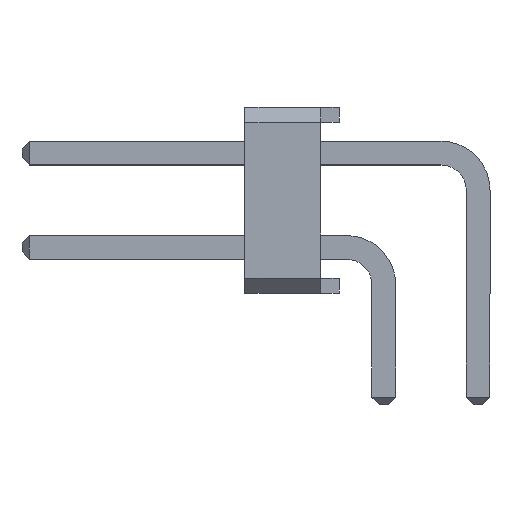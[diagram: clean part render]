
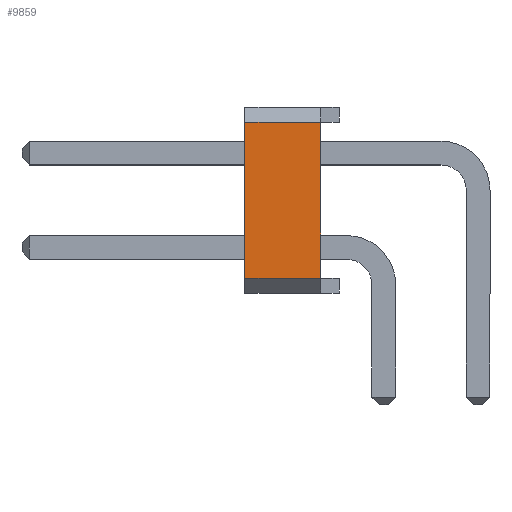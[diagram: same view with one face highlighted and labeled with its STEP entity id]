
A CAD part, left-side view. The second image highlights one B-rep face of the part: STEP entity #9859.
In plain terms, the highlighted planar face has unit normal (-1, 0, 0).
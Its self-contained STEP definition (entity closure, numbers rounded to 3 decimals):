
#2 = EDGE_CURVE ( 'NONE', #14115, #7684, #9324, .T. ) ;
#258 = VECTOR ( 'NONE', #5895, 1000. ) ;
#929 = EDGE_CURVE ( 'NONE', #6949, #7684, #12609, .T. ) ;
#1453 = CARTESIAN_POINT ( 'NONE',  ( -1.27, 6.28, 0. ) ) ;
#1738 = CARTESIAN_POINT ( 'NONE',  ( -1.27, 6.28, 4.6 ) ) ;
#2622 = DIRECTION ( 'NONE',  ( 0., 0., -1. ) ) ;
#4718 = DIRECTION ( 'NONE',  ( 0., -1., 0. ) ) ;
#4802 = PLANE ( 'NONE',  #6654 ) ;
#4942 = DIRECTION ( 'NONE',  ( 1., 0., 0. ) ) ;
#5153 = CARTESIAN_POINT ( 'NONE',  ( -1.27, 6.28, 0. ) ) ;
#5384 = ORIENTED_EDGE ( 'NONE', *, *, #5605, .T. ) ;
#5605 = EDGE_CURVE ( 'NONE', #14115, #13408, #11729, .T. ) ;
#5755 = EDGE_LOOP ( 'NONE', ( #12560, #5384, #13589, #14244 ) ) ;
#5888 = FACE_OUTER_BOUND ( 'NONE', #5755, .T. ) ;
#5895 = DIRECTION ( 'NONE',  ( 0., 0., 1. ) ) ;
#6654 = AXIS2_PLACEMENT_3D ( 'NONE', #5153, #4942, #2622 ) ;
#6696 = EDGE_CURVE ( 'NONE', #6949, #13408, #11438, .T. ) ;
#6889 = CARTESIAN_POINT ( 'NONE',  ( -1.27, 6.28, 0.4 ) ) ;
#6949 = VERTEX_POINT ( 'NONE', #7102 ) ;
#7102 = CARTESIAN_POINT ( 'NONE',  ( -1.27, 6.28, 0.4 ) ) ;
#7258 = CARTESIAN_POINT ( 'NONE',  ( -1.27, 4.24, 0.4 ) ) ;
#7684 = VERTEX_POINT ( 'NONE', #7258 ) ;
#9324 = LINE ( 'NONE', #9532, #13133 ) ;
#9463 = DIRECTION ( 'NONE',  ( 0., 0., -1. ) ) ;
#9532 = CARTESIAN_POINT ( 'NONE',  ( -1.27, 4.24, 0. ) ) ;
#9859 = ADVANCED_FACE ( 'NONE', ( #5888 ), #4802, .F. ) ;
#11438 = LINE ( 'NONE', #1453, #258 ) ;
#11582 = DIRECTION ( 'NONE',  ( 0., 1., 0. ) ) ;
#11729 = LINE ( 'NONE', #1738, #14438 ) ;
#12142 = CARTESIAN_POINT ( 'NONE',  ( -1.27, 4.24, 4.6 ) ) ;
#12560 = ORIENTED_EDGE ( 'NONE', *, *, #2, .F. ) ;
#12609 = LINE ( 'NONE', #6889, #14067 ) ;
#13133 = VECTOR ( 'NONE', #9463, 1000. ) ;
#13408 = VERTEX_POINT ( 'NONE', #14409 ) ;
#13589 = ORIENTED_EDGE ( 'NONE', *, *, #6696, .F. ) ;
#14067 = VECTOR ( 'NONE', #4718, 1000. ) ;
#14115 = VERTEX_POINT ( 'NONE', #12142 ) ;
#14244 = ORIENTED_EDGE ( 'NONE', *, *, #929, .T. ) ;
#14409 = CARTESIAN_POINT ( 'NONE',  ( -1.27, 6.28, 4.6 ) ) ;
#14438 = VECTOR ( 'NONE', #11582, 1000. ) ;
